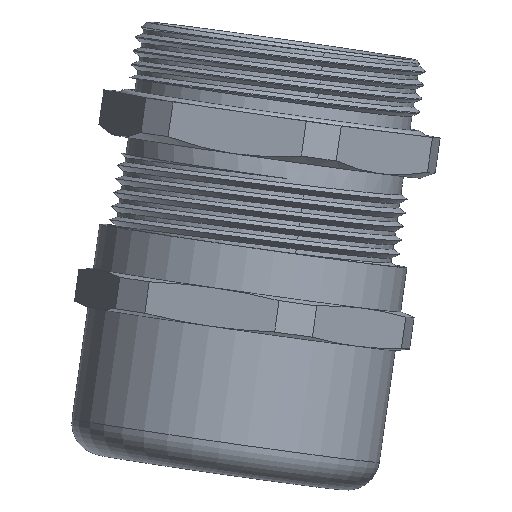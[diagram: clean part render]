
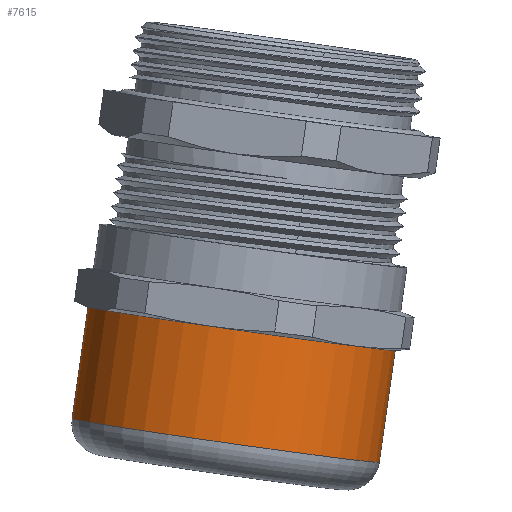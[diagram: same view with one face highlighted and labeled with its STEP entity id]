
A CAD part, left-side view. The second image highlights one B-rep face of the part: STEP entity #7615.
In plain terms, the highlighted cylindrical face has radius 16.89 mm (diameter 33.78 mm), a full revolution.
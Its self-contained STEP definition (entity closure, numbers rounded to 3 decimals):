
#1610=FACE_BOUND('',#2547,.T.);
#2040=FACE_OUTER_BOUND('',#2546,.T.);
#2546=EDGE_LOOP('',(#7078));
#2547=EDGE_LOOP('',(#7079));
#2934=CIRCLE('',#8551,16.89);
#2941=CIRCLE('',#8565,16.89);
#3705=VERTEX_POINT('',#18665);
#3712=VERTEX_POINT('',#18686);
#4828=EDGE_CURVE('',#3705,#3705,#2934,.T.);
#4835=EDGE_CURVE('',#3712,#3712,#2941,.T.);
#7078=ORIENTED_EDGE('',*,*,#4835,.T.);
#7079=ORIENTED_EDGE('',*,*,#4828,.F.);
#7185=CYLINDRICAL_SURFACE('',#8566,16.89);
#7615=ADVANCED_FACE('',(#2040,#1610),#7185,.T.);
#8551=AXIS2_PLACEMENT_3D('',#18666,#10702,#10703);
#8565=AXIS2_PLACEMENT_3D('',#18687,#10730,#10731);
#8566=AXIS2_PLACEMENT_3D('',#18688,#10732,#10733);
#10702=DIRECTION('center_axis',(1.,0.,0.));
#10703=DIRECTION('ref_axis',(0.,0.,-1.));
#10730=DIRECTION('center_axis',(1.,0.,0.));
#10731=DIRECTION('ref_axis',(0.,0.,-1.));
#10732=DIRECTION('center_axis',(1.,0.,0.));
#10733=DIRECTION('ref_axis',(0.,1.,0.));
#18665=CARTESIAN_POINT('',(-9.08,16.89,0.));
#18666=CARTESIAN_POINT('Origin',(-9.08,0.,
0.));
#18686=CARTESIAN_POINT('',(-21.4,16.89,0.));
#18687=CARTESIAN_POINT('Origin',(-21.4,0.,0.));
#18688=CARTESIAN_POINT('Origin',(-15.24,0.,0.));
